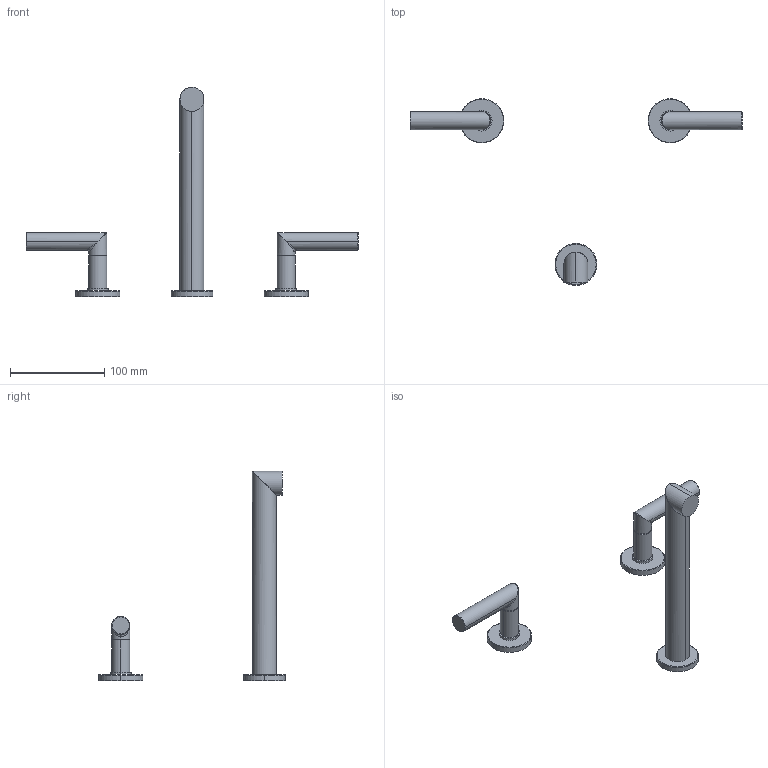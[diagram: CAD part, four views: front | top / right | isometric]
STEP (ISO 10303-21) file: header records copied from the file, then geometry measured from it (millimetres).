
FILE_DESCRIPTION((''),'2;1');
FILE_NAME('3-3125_SW0001','2020-12-02T11:23:23',('rsmith'),(''),'CREO PARAMETRIC BY PTC INC, 2018400','CREO PARAMETRIC BY PTC INC, 2018400','');
FILE_SCHEMA(('AUTOMOTIVE_DESIGN { 1 0 10303 214 1 1 1 1 }'));
Length unit declared in the file: inch
Products named in the file (1): 3-3125_SW0001
Bounding box: 352.43 x 198.12 x 222.25 mm (x, y, z)
Volume: 217759.2 mm3; surface area: 48249.9 mm2
Topology: 5 solids, 5 shells, 69 faces, 128 edges, 78 vertices
Faces by surface type: cylinder 30, plane 19, torus 10, bspline 8, extrusion 2
Entity records: 3759 total; most frequent: CARTESIAN_POINT 1231, DIRECTION 300, ORIENTED_EDGE 256, PRESENTATION_STYLE_ASSIGNMENT 202, COLOUR_RGB 150, STYLED_ITEM 133, AXIS2_PLACEMENT_3D 133, CURVE_STYLE 128
